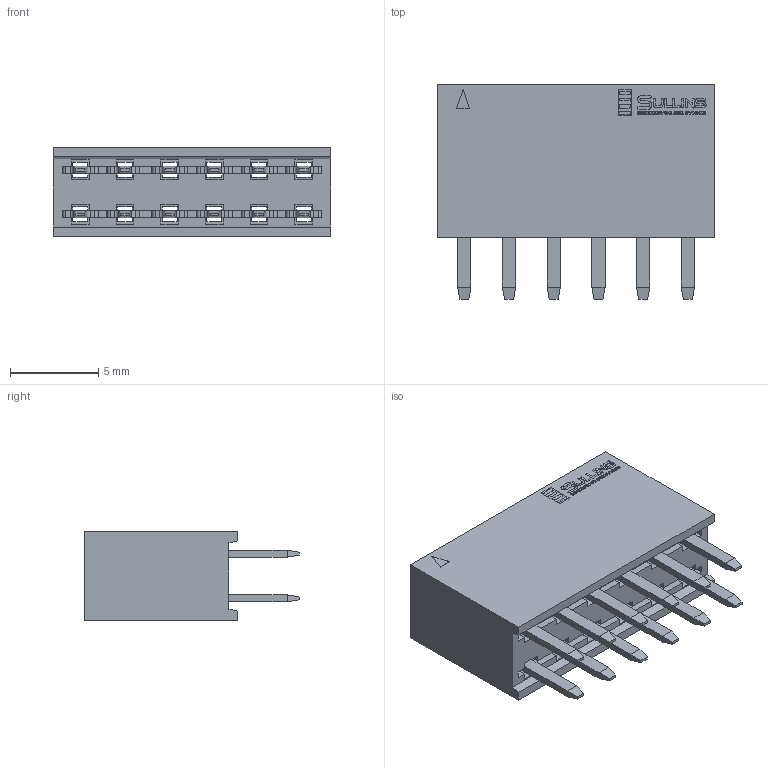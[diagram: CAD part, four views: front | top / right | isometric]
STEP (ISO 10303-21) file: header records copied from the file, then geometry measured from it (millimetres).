
FILE_DESCRIPTION (( 'STEP AP214' ), '1' );
FILE_NAME ('PPPC062LFBN-RC.STEP', '2021-07-23T05:54:54', ( '' ), ( '' ), 'SwSTEP 2.0', 'SolidWorks 2020', '' );
FILE_SCHEMA (( 'AUTOMOTIVE_DESIGN' ));
Length unit declared in the file: millimetre
Products named in the file (6): PPPC062LFBN-RC; Sullins Connector Logo; Body; Tins; Gold; Polarity
Assembly tree (5 placements, depth 2):
  PPPC062LFBN-RC
    Body
    Gold
    Tins
    Polarity
    Sullins Connector Logo
Bounding box: 15.74 x 12.2 x 5.08 mm (x, y, z)
Volume: 551.6 mm3; surface area: 1572 mm2
Topology: 64 solids, 64 shells, 1020 faces, 2571 edges, 1682 vertices
Faces by surface type: plane 665, bspline 210, cylinder 145
Entity records: 32194 total; most frequent: CARTESIAN_POINT 8011, ORIENTED_EDGE 5142, DIRECTION 4077, EDGE_CURVE 2571, VECTOR 1861, LINE 1861, VERTEX_POINT 1682, AXIS2_PLACEMENT_3D 1108
